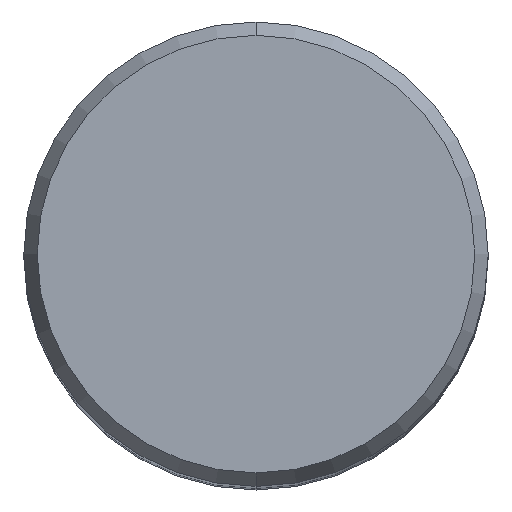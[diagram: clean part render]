
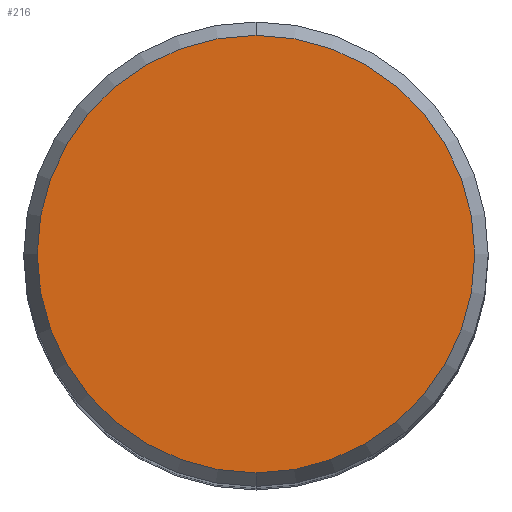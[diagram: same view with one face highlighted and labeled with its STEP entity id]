
A CAD part, top view. The second image highlights one B-rep face of the part: STEP entity #216.
In plain terms, the highlighted planar face has unit normal (0, 0, 1).
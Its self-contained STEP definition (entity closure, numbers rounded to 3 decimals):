
#104=VERTEX_POINT('',#261);
#122=EDGE_CURVE('',#104,#186,#283,.T.);
#134=EDGE_CURVE('',#186,#104,#296,.T.);
#186=VERTEX_POINT('',#354);
#216=ADVANCED_FACE('',(#388),#389,.T.);
#261=CARTESIAN_POINT('',(0.0,14.958,0.0));
#283=CIRCLE('',#456,14.958);
#296=CIRCLE('',#471,14.958);
#354=CARTESIAN_POINT('',(0.,-14.958,0.0));
#388=FACE_OUTER_BOUND('',#585,.T.);
#389=PLANE('',#586);
#456=AXIS2_PLACEMENT_3D('',#650,#651,#652);
#471=AXIS2_PLACEMENT_3D('',#667,#668,#669);
#585=EDGE_LOOP('',(#802,#803));
#586=AXIS2_PLACEMENT_3D('',#804,#805,#806);
#650=CARTESIAN_POINT('',(0.0,0.0,0.0));
#651=DIRECTION('',(0.0,0.0,-1.0));
#652=DIRECTION('',(0.0,1.0,0.0));
#667=CARTESIAN_POINT('',(0.0,0.0,0.0));
#668=DIRECTION('',(0.0,0.0,-1.0));
#669=DIRECTION('',(0.0,1.0,0.0));
#802=ORIENTED_EDGE('',*,*,#122,.F.);
#803=ORIENTED_EDGE('',*,*,#134,.F.);
#804=CARTESIAN_POINT('',(0.0,7.479,0.0));
#805=DIRECTION('',(-0.0,0.0,1.0));
#806=DIRECTION('',(0.0,-1.0,0.0));
